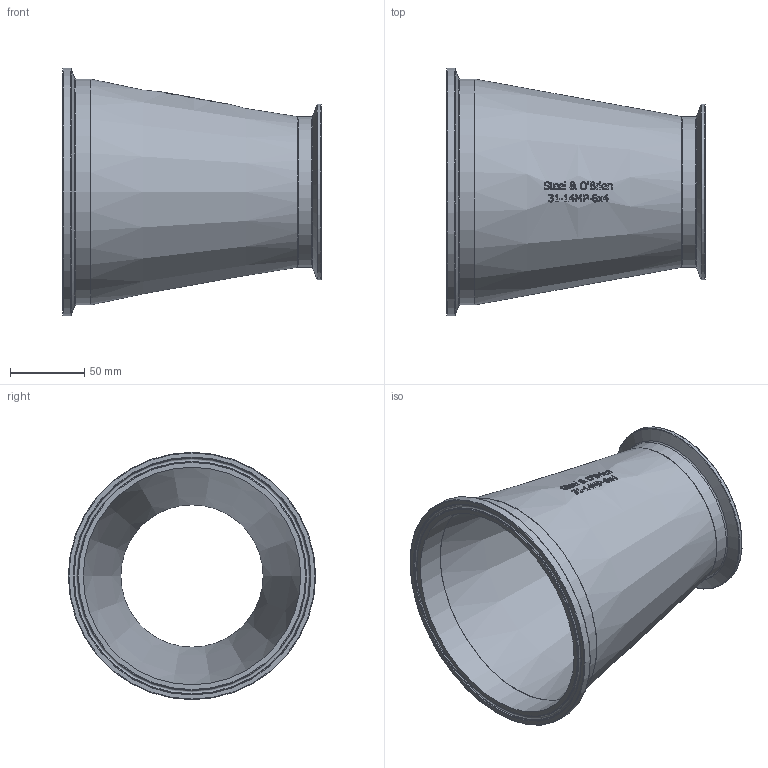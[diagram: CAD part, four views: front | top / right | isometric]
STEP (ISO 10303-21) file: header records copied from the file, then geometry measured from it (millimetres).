
FILE_DESCRIPTION(/* description */ (''),/* implementation_level */ '2;1');
FILE_NAME(/* name */ '31-14MP-6x4.stp',/* time_stamp */ '2021-06-28T14:14:57-04:00',/* author */ ('rick'),/* organization */ (''),/* preprocessor_version */ 'ST-DEVELOPER v18',/* originating_system */ 'Autodesk Inventor 2020',/* authorisation */ '');
FILE_SCHEMA (('AUTOMOTIVE_DESIGN { 1 0 10303 214 3 1 1 }'));
Length unit declared in the file: inch
Products named in the file (1): 31-14MP-6x4
Bounding box: 174.62 x 166.88 x 166.88 mm (x, y, z)
Volume: 221485.8 mm3; surface area: 153994.3 mm2
Topology: 1 solids, 1 shells, 421 faces, 1166 edges, 790 vertices
Faces by surface type: plane 187, bspline 167, cone 45, torus 16, cylinder 6
Full cylindrical faces by diameter (mm): 97.384 x1, 101.6 x1, 118.923 x1, 146.863 x1, 152.4 x1, 166.878 x1
Entity records: 17138 total; most frequent: CARTESIAN_POINT 7055, ORIENTED_EDGE 2332, DIRECTION 1646, EDGE_CURVE 1166, VERTEX_POINT 790, AXIS2_PLACEMENT_3D 559, LINE 528, VECTOR 528
